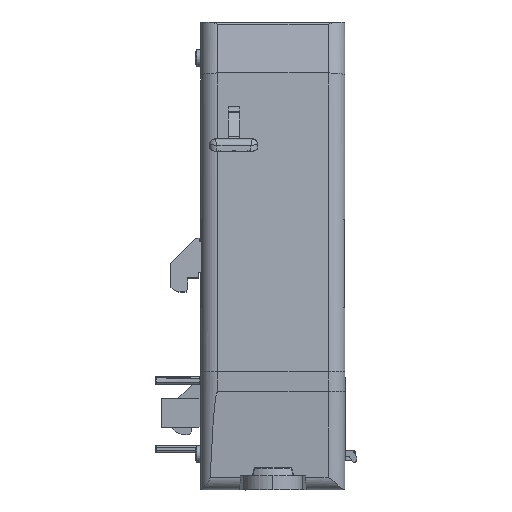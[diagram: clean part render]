
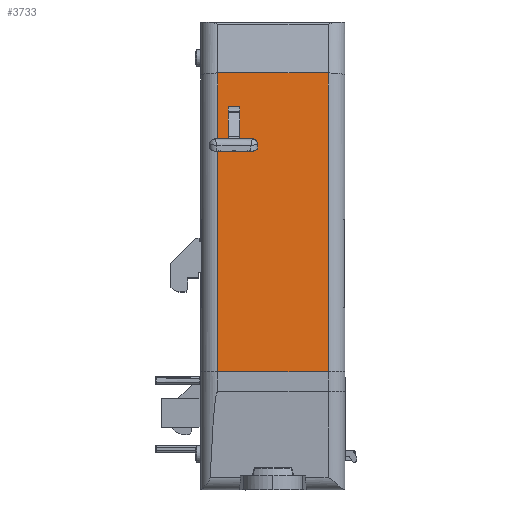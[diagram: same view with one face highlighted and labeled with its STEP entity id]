
A CAD part, front view. The second image highlights one B-rep face of the part: STEP entity #3733.
In plain terms, the highlighted planar face has unit normal (0, -0.999, 0.044).
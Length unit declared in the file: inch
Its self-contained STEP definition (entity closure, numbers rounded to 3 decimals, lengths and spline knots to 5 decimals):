
#68 = VECTOR ( 'NONE', #132746, 39.37008 ) ;
#882 = CARTESIAN_POINT ( 'NONE',  ( -0.2317, -2.09604, -1.57051 ) ) ;
#3733 = ADVANCED_FACE ( 'NONE', ( #12632, #152585 ), #122323, .T. ) ;
#4972 = VECTOR ( 'NONE', #110379, 39.37008 ) ;
#7797 = VERTEX_POINT ( 'NONE', #132872 ) ;
#9138 = CARTESIAN_POINT ( 'NONE',  ( -0.38287, -1.99846, 0.66455 ) ) ;
#12632 = FACE_OUTER_BOUND ( 'NONE', #54915, .T. ) ;
#14720 = VERTEX_POINT ( 'NONE', #92682 ) ;
#14835 = EDGE_CURVE ( 'NONE', #7797, #62840, #137363, .T. ) ;
#17736 = DIRECTION ( 'NONE',  ( 0., -0.044, -0.999 ) ) ;
#19195 = EDGE_CURVE ( 'NONE', #38747, #62840, #34445, .T. ) ;
#21940 = ORIENTED_EDGE ( 'NONE', *, *, #90143, .T. ) ;
#23896 = LINE ( 'NONE', #36382, #68 ) ;
#25119 = DIRECTION ( 'NONE',  ( 0., -0.044, -0.999 ) ) ;
#34445 = LINE ( 'NONE', #144169, #115337 ) ;
#36262 = ORIENTED_EDGE ( 'NONE', *, *, #19195, .F. ) ;
#36382 = CARTESIAN_POINT ( 'NONE',  ( 0.5, -1.90791, 2.73853 ) ) ;
#38747 = VERTEX_POINT ( 'NONE', #88467 ) ;
#46052 = VECTOR ( 'NONE', #85129, 39.37008 ) ;
#47473 = EDGE_CURVE ( 'NONE', #47635, #62033, #23896, .T. ) ;
#47484 = CARTESIAN_POINT ( 'NONE',  ( 0.38287, -2.09604, -1.57051 ) ) ;
#47635 = VERTEX_POINT ( 'NONE', #105990 ) ;
#54915 = EDGE_LOOP ( 'NONE', ( #64176, #21940, #80426, #122405 ) ) ;
#57481 = LINE ( 'NONE', #99410, #171434 ) ;
#61618 = VECTOR ( 'NONE', #17736, 39.37008 ) ;
#62033 = VERTEX_POINT ( 'NONE', #132135 ) ;
#62702 = EDGE_LOOP ( 'NONE', ( #62800, #152696, #36262, #86151 ) ) ;
#62800 = ORIENTED_EDGE ( 'NONE', *, *, #65254, .F. ) ;
#62840 = VERTEX_POINT ( 'NONE', #118973 ) ;
#64176 = ORIENTED_EDGE ( 'NONE', *, *, #124280, .F. ) ;
#65254 = EDGE_CURVE ( 'NONE', #7797, #141362, #85333, .T. ) ;
#71066 = VECTOR ( 'NONE', #155423, 39.37008 ) ;
#71253 = CARTESIAN_POINT ( 'NONE',  ( -0.31046, -1.91795, 2.50855 ) ) ;
#72264 = VECTOR ( 'NONE', #25119, 39.37008 ) ;
#74625 = CARTESIAN_POINT ( 'NONE',  ( 0.38287, -1.99846, 0.66455 ) ) ;
#80394 = DIRECTION ( 'NONE',  ( -1., 0., 0. ) ) ;
#80426 = ORIENTED_EDGE ( 'NONE', *, *, #47473, .T. ) ;
#84766 = VERTEX_POINT ( 'NONE', #74625 ) ;
#85129 = DIRECTION ( 'NONE',  ( 0., 0.044, 0.999 ) ) ;
#85333 = LINE ( 'NONE', #166567, #4972 ) ;
#86151 = ORIENTED_EDGE ( 'NONE', *, *, #143400, .T. ) ;
#88467 = CARTESIAN_POINT ( 'NONE',  ( -0.31046, -1.92995, 2.23368 ) ) ;
#90143 = EDGE_CURVE ( 'NONE', #84766, #47635, #169708, .T. ) ;
#92682 = CARTESIAN_POINT ( 'NONE',  ( -0.38287, -1.99846, 0.66455 ) ) ;
#99410 = CARTESIAN_POINT ( 'NONE',  ( 0.5, -1.99846, 0.66455 ) ) ;
#103189 = DIRECTION ( 'NONE',  ( 1., 0., 0. ) ) ;
#105990 = CARTESIAN_POINT ( 'NONE',  ( 0.38287, -1.90791, 2.73853 ) ) ;
#108054 = CARTESIAN_POINT ( 'NONE',  ( 0.5, -2.09604, -1.57051 ) ) ;
#110379 = DIRECTION ( 'NONE',  ( -1., 0., 0. ) ) ;
#115337 = VECTOR ( 'NONE', #103189, 39.37008 ) ;
#115430 = LINE ( 'NONE', #166352, #46052 ) ;
#117274 = AXIS2_PLACEMENT_3D ( 'NONE', #108054, #136612, #80394 ) ;
#118973 = CARTESIAN_POINT ( 'NONE',  ( -0.2317, -1.92995, 2.23368 ) ) ;
#122323 = PLANE ( 'NONE',  #117274 ) ;
#122405 = ORIENTED_EDGE ( 'NONE', *, *, #148206, .T. ) ;
#124280 = EDGE_CURVE ( 'NONE', #84766, #14720, #57481, .T. ) ;
#132135 = CARTESIAN_POINT ( 'NONE',  ( -0.38287, -1.90791, 2.73853 ) ) ;
#132746 = DIRECTION ( 'NONE',  ( -1., 0., 0. ) ) ;
#132872 = CARTESIAN_POINT ( 'NONE',  ( -0.2317, -1.91795, 2.50855 ) ) ;
#136612 = DIRECTION ( 'NONE',  ( 0., -0.999, 0.044 ) ) ;
#137363 = LINE ( 'NONE', #882, #61618 ) ;
#141362 = VERTEX_POINT ( 'NONE', #71253 ) ;
#143400 = EDGE_CURVE ( 'NONE', #38747, #141362, #115430, .T. ) ;
#144169 = CARTESIAN_POINT ( 'NONE',  ( 0.5, -1.92995, 2.23368 ) ) ;
#148206 = EDGE_CURVE ( 'NONE', #62033, #14720, #168876, .T. ) ;
#152585 = FACE_BOUND ( 'NONE', #62702, .T. ) ;
#152696 = ORIENTED_EDGE ( 'NONE', *, *, #14835, .T. ) ;
#155423 = DIRECTION ( 'NONE',  ( 0., 0.044, 0.999 ) ) ;
#166352 = CARTESIAN_POINT ( 'NONE',  ( -0.31046, -2.09604, -1.57051 ) ) ;
#166567 = CARTESIAN_POINT ( 'NONE',  ( -0.27108, -1.91795, 2.50855 ) ) ;
#167203 = DIRECTION ( 'NONE',  ( -1., 0., 0. ) ) ;
#168876 = LINE ( 'NONE', #9138, #72264 ) ;
#169708 = LINE ( 'NONE', #47484, #71066 ) ;
#171434 = VECTOR ( 'NONE', #167203, 39.37008 ) ;
